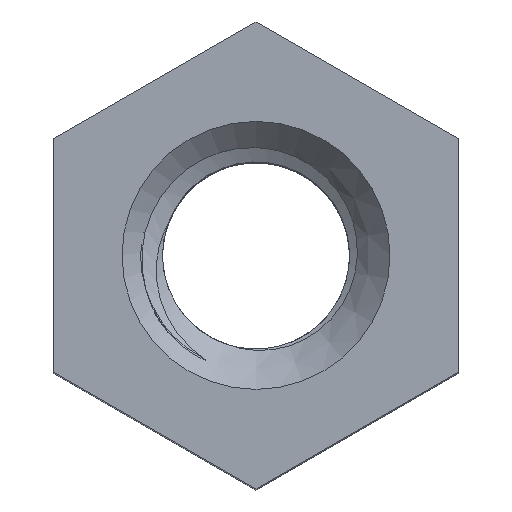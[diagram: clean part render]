
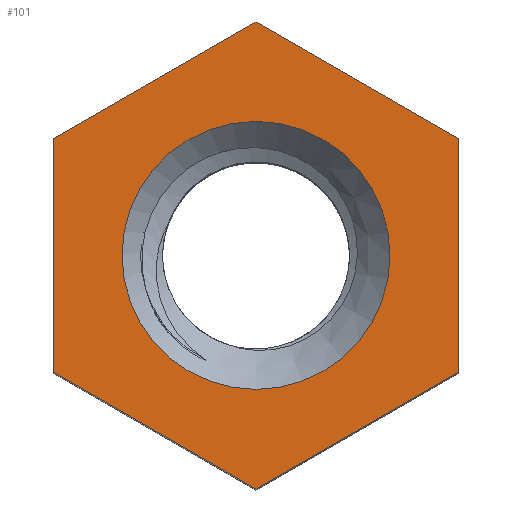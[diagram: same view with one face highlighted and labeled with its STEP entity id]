
A CAD part, top view. The second image highlights one B-rep face of the part: STEP entity #101.
In plain terms, the highlighted planar face has unit normal (0, 0, 1).
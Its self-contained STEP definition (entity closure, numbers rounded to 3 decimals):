
#101=ADVANCED_FACE('',(#9123,#9125),#9127,.T.);
#9123=FACE_BOUND('',#9124,.T.);
#9124=EDGE_LOOP('',(#9855,#9856,#9857,#9858,#9859,#9860));
#9125=FACE_BOUND('',#9126,.T.);
#9126=EDGE_LOOP('',(#9861));
#9127=PLANE('',#9128);
#9128=AXIS2_PLACEMENT_3D('',#9129,#9130,#9131);
#9129=CARTESIAN_POINT('',(0.,0.,12.));
#9130=DIRECTION('',(0.,0.,1.));
#9131=DIRECTION('',(-1.,0.,0.));
#9855=ORIENTED_EDGE('',*,*,#10003,.T.);
#9856=ORIENTED_EDGE('',*,*,#10004,.T.);
#9857=ORIENTED_EDGE('',*,*,#10005,.T.);
#9858=ORIENTED_EDGE('',*,*,#10006,.T.);
#9859=ORIENTED_EDGE('',*,*,#10007,.T.);
#9860=ORIENTED_EDGE('',*,*,#10008,.T.);
#9861=ORIENTED_EDGE('',*,*,#9957,.T.);
#9957=EDGE_CURVE('',#10036,#10036,#10037,.F.);
#10003=EDGE_CURVE('',#10124,#10125,#10126,.T.);
#10004=EDGE_CURVE('',#10125,#10127,#10128,.T.);
#10005=EDGE_CURVE('',#10127,#10129,#10130,.T.);
#10006=EDGE_CURVE('',#10129,#10131,#10132,.T.);
#10007=EDGE_CURVE('',#10131,#10133,#10134,.T.);
#10008=EDGE_CURVE('',#10133,#10124,#10135,.T.);
#10036=VERTEX_POINT('',#10169);
#10037=CIRCLE('',#10170,2.32);
#10124=VERTEX_POINT('',#13150);
#10125=VERTEX_POINT('',#13151);
#10126=LINE('',#13152,#13153);
#10127=VERTEX_POINT('',#13155);
#10128=LINE('',#13156,#13157);
#10129=VERTEX_POINT('',#13159);
#10130=LINE('',#13160,#13161);
#10131=VERTEX_POINT('',#13163);
#10132=LINE('',#13164,#13165);
#10133=VERTEX_POINT('',#13167);
#10134=LINE('',#13168,#13169);
#10135=LINE('',#13171,#13172);
#10169=CARTESIAN_POINT('',(0.,2.32,12.));
#10170=AXIS2_PLACEMENT_3D('',#10171,#10172,#10173);
#10171=CARTESIAN_POINT('',(0.,0.,12.));
#10172=DIRECTION('',(0.,0.,1.));
#10173=DIRECTION('',(0.,1.,-0.));
#13150=CARTESIAN_POINT('',(0.,-4.041,12.));
#13151=CARTESIAN_POINT('',(3.5,-2.021,12.));
#13152=CARTESIAN_POINT('',(0.,-4.041,12.));
#13153=VECTOR('',#13154,1.);
#13154=DIRECTION('',(0.866,0.5,0.));
#13155=CARTESIAN_POINT('',(3.5,2.021,12.));
#13156=CARTESIAN_POINT('',(3.5,-2.021,12.));
#13157=VECTOR('',#13158,1.);
#13158=DIRECTION('',(0.,1.,0.));
#13159=CARTESIAN_POINT('',(0.,4.041,12.));
#13160=CARTESIAN_POINT('',(3.5,2.021,12.));
#13161=VECTOR('',#13162,1.);
#13162=DIRECTION('',(-0.866,0.5,0.));
#13163=CARTESIAN_POINT('',(-3.5,2.021,12.));
#13164=CARTESIAN_POINT('',(0.,4.041,12.));
#13165=VECTOR('',#13166,1.);
#13166=DIRECTION('',(-0.866,-0.5,0.));
#13167=CARTESIAN_POINT('',(-3.5,-2.021,12.));
#13168=CARTESIAN_POINT('',(-3.5,2.021,12.));
#13169=VECTOR('',#13170,1.);
#13170=DIRECTION('',(0.,-1.,0.));
#13171=CARTESIAN_POINT('',(-3.5,-2.021,12.));
#13172=VECTOR('',#13173,1.);
#13173=DIRECTION('',(0.866,-0.5,0.));
